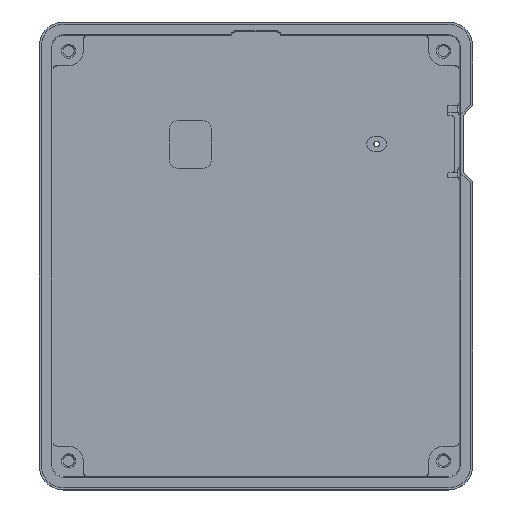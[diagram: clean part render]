
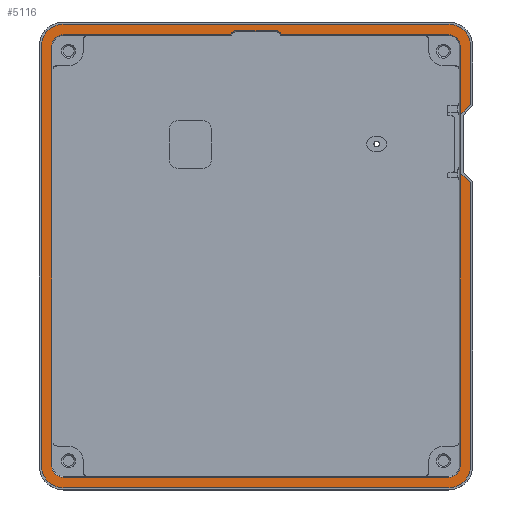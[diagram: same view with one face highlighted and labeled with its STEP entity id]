
A CAD part, top view. The second image highlights one B-rep face of the part: STEP entity #5116.
In plain terms, the highlighted planar face has unit normal (0, 0, 1).
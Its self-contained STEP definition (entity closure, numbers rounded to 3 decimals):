
#61=FACE_BOUND('',#606,.T.);
#106=PLANE('',#5505);
#306=FACE_OUTER_BOUND('',#605,.T.);
#605=EDGE_LOOP('',(#3829,#3830,#3831,#3832,#3833,#3834,#3835,#3836,#3837,
#3838,#3839,#3840));
#606=EDGE_LOOP('',(#3841,#3842,#3843,#3844,#3845,#3846,#3847,#3848,#3849,
#3850,#3851,#3852));
#879=CIRCLE('',#5499,1.45);
#882=CIRCLE('',#5504,1.45);
#883=CIRCLE('',#5506,4.8);
#884=CIRCLE('',#5507,4.8);
#885=CIRCLE('',#5508,4.8);
#886=CIRCLE('',#5509,4.8);
#887=CIRCLE('',#5510,2.5);
#888=CIRCLE('',#5511,2.5);
#889=CIRCLE('',#5512,2.5);
#890=CIRCLE('',#5513,2.5);
#1359=LINE('',#9955,#1764);
#1362=LINE('',#9970,#1767);
#1363=LINE('',#9974,#1768);
#1364=LINE('',#9978,#1769);
#1365=LINE('',#9980,#1770);
#1366=LINE('',#9982,#1771);
#1367=LINE('',#9984,#1772);
#1368=LINE('',#9986,#1773);
#1369=LINE('',#9990,#1774);
#1370=LINE('',#9993,#1775);
#1371=LINE('',#9997,#1776);
#1372=LINE('',#10001,#1777);
#1373=LINE('',#10005,#1778);
#1374=LINE('',#10008,#1779);
#1764=VECTOR('',#6339,10.);
#1767=VECTOR('',#6350,10.);
#1768=VECTOR('',#6353,10.);
#1769=VECTOR('',#6356,10.);
#1770=VECTOR('',#6357,10.);
#1771=VECTOR('',#6358,10.);
#1772=VECTOR('',#6359,10.);
#1773=VECTOR('',#6360,10.);
#1774=VECTOR('',#6363,10.);
#1775=VECTOR('',#6366,10.);
#1776=VECTOR('',#6369,10.);
#1777=VECTOR('',#6372,10.);
#1778=VECTOR('',#6375,10.);
#1779=VECTOR('',#6378,10.);
#2306=VERTEX_POINT('',#9944);
#2307=VERTEX_POINT('',#9948);
#2309=VERTEX_POINT('',#9954);
#2311=VERTEX_POINT('',#9960);
#2313=VERTEX_POINT('',#9968);
#2314=VERTEX_POINT('',#9969);
#2315=VERTEX_POINT('',#9971);
#2316=VERTEX_POINT('',#9973);
#2317=VERTEX_POINT('',#9975);
#2318=VERTEX_POINT('',#9977);
#2319=VERTEX_POINT('',#9979);
#2320=VERTEX_POINT('',#9981);
#2321=VERTEX_POINT('',#9983);
#2322=VERTEX_POINT('',#9985);
#2323=VERTEX_POINT('',#9987);
#2324=VERTEX_POINT('',#9989);
#2325=VERTEX_POINT('',#9992);
#2326=VERTEX_POINT('',#9994);
#2327=VERTEX_POINT('',#9996);
#2328=VERTEX_POINT('',#9998);
#2329=VERTEX_POINT('',#10000);
#2330=VERTEX_POINT('',#10002);
#2331=VERTEX_POINT('',#10004);
#2332=VERTEX_POINT('',#10006);
#2896=EDGE_CURVE('',#2306,#2307,#879,.T.);
#2899=EDGE_CURVE('',#2307,#2309,#1359,.T.);
#2904=EDGE_CURVE('',#2309,#2311,#882,.T.);
#2905=EDGE_CURVE('',#2313,#2314,#1362,.T.);
#2906=EDGE_CURVE('',#2315,#2313,#883,.T.);
#2907=EDGE_CURVE('',#2316,#2315,#1363,.T.);
#2908=EDGE_CURVE('',#2317,#2316,#884,.T.);
#2909=EDGE_CURVE('',#2318,#2317,#1364,.T.);
#2910=EDGE_CURVE('',#2319,#2318,#1365,.T.);
#2911=EDGE_CURVE('',#2320,#2319,#1366,.T.);
#2912=EDGE_CURVE('',#2321,#2320,#1367,.T.);
#2913=EDGE_CURVE('',#2322,#2321,#1368,.T.);
#2914=EDGE_CURVE('',#2323,#2322,#885,.T.);
#2915=EDGE_CURVE('',#2324,#2323,#1369,.T.);
#2916=EDGE_CURVE('',#2314,#2324,#886,.T.);
#2917=EDGE_CURVE('',#2325,#2306,#1370,.T.);
#2918=EDGE_CURVE('',#2326,#2325,#887,.T.);
#2919=EDGE_CURVE('',#2327,#2326,#1371,.T.);
#2920=EDGE_CURVE('',#2328,#2327,#888,.T.);
#2921=EDGE_CURVE('',#2329,#2328,#1372,.T.);
#2922=EDGE_CURVE('',#2330,#2329,#889,.T.);
#2923=EDGE_CURVE('',#2331,#2330,#1373,.T.);
#2924=EDGE_CURVE('',#2332,#2331,#890,.T.);
#2925=EDGE_CURVE('',#2311,#2332,#1374,.T.);
#3829=ORIENTED_EDGE('',*,*,#2905,.F.);
#3830=ORIENTED_EDGE('',*,*,#2906,.F.);
#3831=ORIENTED_EDGE('',*,*,#2907,.F.);
#3832=ORIENTED_EDGE('',*,*,#2908,.F.);
#3833=ORIENTED_EDGE('',*,*,#2909,.F.);
#3834=ORIENTED_EDGE('',*,*,#2910,.F.);
#3835=ORIENTED_EDGE('',*,*,#2911,.F.);
#3836=ORIENTED_EDGE('',*,*,#2912,.F.);
#3837=ORIENTED_EDGE('',*,*,#2913,.F.);
#3838=ORIENTED_EDGE('',*,*,#2914,.F.);
#3839=ORIENTED_EDGE('',*,*,#2915,.F.);
#3840=ORIENTED_EDGE('',*,*,#2916,.F.);
#3841=ORIENTED_EDGE('',*,*,#2904,.F.);
#3842=ORIENTED_EDGE('',*,*,#2899,.F.);
#3843=ORIENTED_EDGE('',*,*,#2896,.F.);
#3844=ORIENTED_EDGE('',*,*,#2917,.F.);
#3845=ORIENTED_EDGE('',*,*,#2918,.F.);
#3846=ORIENTED_EDGE('',*,*,#2919,.F.);
#3847=ORIENTED_EDGE('',*,*,#2920,.F.);
#3848=ORIENTED_EDGE('',*,*,#2921,.F.);
#3849=ORIENTED_EDGE('',*,*,#2922,.F.);
#3850=ORIENTED_EDGE('',*,*,#2923,.F.);
#3851=ORIENTED_EDGE('',*,*,#2924,.F.);
#3852=ORIENTED_EDGE('',*,*,#2925,.F.);
#5116=ADVANCED_FACE('',(#306,#61),#106,.T.);
#5499=AXIS2_PLACEMENT_3D('',#9949,#6332,#6333);
#5504=AXIS2_PLACEMENT_3D('',#9966,#6346,#6347);
#5505=AXIS2_PLACEMENT_3D('',#9967,#6348,#6349);
#5506=AXIS2_PLACEMENT_3D('',#9972,#6351,#6352);
#5507=AXIS2_PLACEMENT_3D('',#9976,#6354,#6355);
#5508=AXIS2_PLACEMENT_3D('',#9988,#6361,#6362);
#5509=AXIS2_PLACEMENT_3D('',#9991,#6364,#6365);
#5510=AXIS2_PLACEMENT_3D('',#9995,#6367,#6368);
#5511=AXIS2_PLACEMENT_3D('',#9999,#6370,#6371);
#5512=AXIS2_PLACEMENT_3D('',#10003,#6373,#6374);
#5513=AXIS2_PLACEMENT_3D('',#10007,#6376,#6377);
#6332=DIRECTION('center_axis',(0.,0.,1.));
#6333=DIRECTION('ref_axis',(0.954,0.299,0.));
#6339=DIRECTION('',(-1.,0.,0.));
#6346=DIRECTION('center_axis',(0.,0.,1.));
#6347=DIRECTION('ref_axis',(-0.954,0.299,0.));
#6348=DIRECTION('center_axis',(0.,0.,1.));
#6349=DIRECTION('ref_axis',(1.,0.,0.));
#6350=DIRECTION('',(0.,1.,0.));
#6351=DIRECTION('center_axis',(0.,0.,-1.));
#6352=DIRECTION('ref_axis',(-1.,0.,0.));
#6353=DIRECTION('',(-1.,0.,0.));
#6354=DIRECTION('center_axis',(0.,0.,-1.));
#6355=DIRECTION('ref_axis',(0.,-1.,0.));
#6356=DIRECTION('',(0.,-1.,0.));
#6357=DIRECTION('',(0.707,-0.707,0.));
#6358=DIRECTION('',(0.,-1.,0.));
#6359=DIRECTION('',(-0.707,-0.707,0.));
#6360=DIRECTION('',(0.,-1.,0.));
#6361=DIRECTION('center_axis',(0.,0.,-1.));
#6362=DIRECTION('ref_axis',(1.,0.,0.));
#6363=DIRECTION('',(1.,0.,0.));
#6364=DIRECTION('center_axis',(0.,0.,-1.));
#6365=DIRECTION('ref_axis',(0.,1.,0.));
#6366=DIRECTION('',(-1.,0.,0.));
#6367=DIRECTION('center_axis',(0.,0.,1.));
#6368=DIRECTION('ref_axis',(0.,1.,0.));
#6369=DIRECTION('',(0.,1.,0.));
#6370=DIRECTION('center_axis',(0.,0.,1.));
#6371=DIRECTION('ref_axis',(1.,0.,0.));
#6372=DIRECTION('',(1.,0.,0.));
#6373=DIRECTION('center_axis',(0.,0.,1.));
#6374=DIRECTION('ref_axis',(0.,-1.,0.));
#6375=DIRECTION('',(0.,-1.,0.));
#6376=DIRECTION('center_axis',(0.,0.,1.));
#6377=DIRECTION('ref_axis',(-1.,0.,0.));
#6378=DIRECTION('',(-1.,0.,0.));
#9944=CARTESIAN_POINT('',(94.563,54.324,-5.1));
#9948=CARTESIAN_POINT('',(93.232,55.2,-5.1));
#9949=CARTESIAN_POINT('Origin',(93.232,53.75,-5.1));
#9954=CARTESIAN_POINT('',(84.667,55.2,-5.1));
#9955=CARTESIAN_POINT('',(91.687,55.2,-5.1));
#9960=CARTESIAN_POINT('',(83.336,54.324,-5.1));
#9966=CARTESIAN_POINT('Origin',(84.667,53.75,-5.1));
#9967=CARTESIAN_POINT('Origin',(88.95,4.951,-5.1));
#9968=CARTESIAN_POINT('',(41.15,-41.921,-5.1));
#9969=CARTESIAN_POINT('',(41.15,51.824,-5.1));
#9970=CARTESIAN_POINT('',(41.15,-18.485,-5.1));
#9971=CARTESIAN_POINT('',(45.95,-46.721,-5.1));
#9972=CARTESIAN_POINT('Origin',(45.95,-41.921,-5.1));
#9973=CARTESIAN_POINT('',(131.95,-46.721,-5.1));
#9974=CARTESIAN_POINT('',(110.45,-46.721,-5.1));
#9975=CARTESIAN_POINT('',(136.75,-41.921,-5.1));
#9976=CARTESIAN_POINT('Origin',(131.95,-41.921,-5.1));
#9977=CARTESIAN_POINT('',(136.75,21.302,-5.1));
#9978=CARTESIAN_POINT('',(136.75,13.127,-5.1));
#9979=CARTESIAN_POINT('',(134.628,23.423,-5.1));
#9980=CARTESIAN_POINT('',(127.827,30.225,-5.1));
#9981=CARTESIAN_POINT('',(134.628,36.57,-5.1));
#9982=CARTESIAN_POINT('',(134.628,20.761,-5.1));
#9983=CARTESIAN_POINT('',(136.75,38.691,-5.1));
#9984=CARTESIAN_POINT('',(116.365,18.306,-5.1));
#9985=CARTESIAN_POINT('',(136.75,51.824,-5.1));
#9986=CARTESIAN_POINT('',(136.75,28.388,-5.1));
#9987=CARTESIAN_POINT('',(131.95,56.624,-5.1));
#9988=CARTESIAN_POINT('Origin',(131.95,51.824,-5.1));
#9989=CARTESIAN_POINT('',(45.95,56.624,-5.1));
#9990=CARTESIAN_POINT('',(67.45,56.624,-5.1));
#9991=CARTESIAN_POINT('Origin',(45.95,51.824,-5.1));
#9992=CARTESIAN_POINT('',(131.95,54.324,-5.1));
#9993=CARTESIAN_POINT('',(110.45,54.324,-5.1));
#9994=CARTESIAN_POINT('',(134.45,51.824,-5.1));
#9995=CARTESIAN_POINT('Origin',(131.95,51.824,-5.1));
#9996=CARTESIAN_POINT('',(134.45,-41.921,-5.1));
#9997=CARTESIAN_POINT('',(134.45,-18.485,-5.1));
#9998=CARTESIAN_POINT('',(131.95,-44.421,-5.1));
#9999=CARTESIAN_POINT('Origin',(131.95,-41.921,-5.1));
#10000=CARTESIAN_POINT('',(45.95,-44.421,-5.1));
#10001=CARTESIAN_POINT('',(67.45,-44.421,-5.1));
#10002=CARTESIAN_POINT('',(43.45,-41.921,-5.1));
#10003=CARTESIAN_POINT('Origin',(45.95,-41.921,-5.1));
#10004=CARTESIAN_POINT('',(43.45,51.824,-5.1));
#10005=CARTESIAN_POINT('',(43.45,28.388,-5.1));
#10006=CARTESIAN_POINT('',(45.95,54.324,-5.1));
#10007=CARTESIAN_POINT('Origin',(45.95,51.824,-5.1));
#10008=CARTESIAN_POINT('',(110.45,54.324,-5.1));
